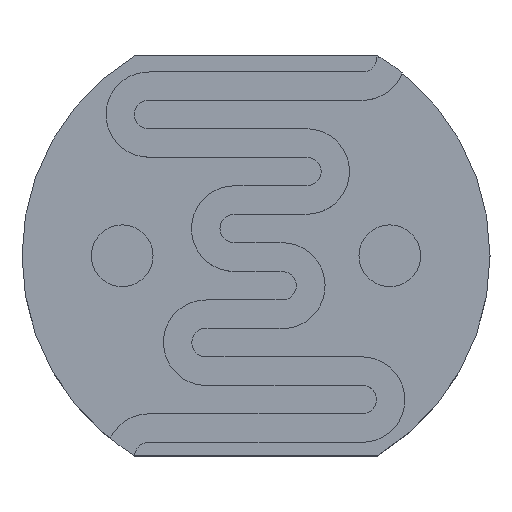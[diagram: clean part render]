
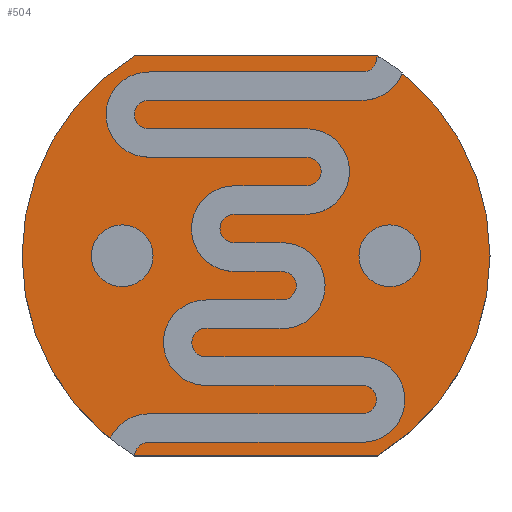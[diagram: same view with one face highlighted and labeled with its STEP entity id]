
A CAD part, top view. The second image highlights one B-rep face of the part: STEP entity #504.
In plain terms, the highlighted planar face has unit normal (0, 0, 1).
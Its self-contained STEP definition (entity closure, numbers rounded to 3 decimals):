
#24 = VERTEX_POINT('',#25);
#25 = CARTESIAN_POINT('',(-1.267,2.085,7.29));
#32 = CYLINDRICAL_SURFACE('',#33,2.44);
#33 = AXIS2_PLACEMENT_3D('',#34,#35,#36);
#34 = CARTESIAN_POINT('',(0.,0.,5.));
#35 = DIRECTION('',(-0.,-0.,-1.));
#36 = DIRECTION('',(1.,0.,0.));
#44 = PLANE('',#45);
#45 = AXIS2_PLACEMENT_3D('',#46,#47,#48);
#46 = CARTESIAN_POINT('',(1.267,2.085,5.));
#47 = DIRECTION('',(0.,-1.,0.));
#48 = DIRECTION('',(-1.,0.,0.));
#56 = EDGE_CURVE('',#24,#57,#59,.T.);
#57 = VERTEX_POINT('',#58);
#58 = CARTESIAN_POINT('',(-1.267,-2.085,7.29));
#59 = SURFACE_CURVE('',#60,(#65,#72),.PCURVE_S1.);
#60 = CIRCLE('',#61,2.44);
#61 = AXIS2_PLACEMENT_3D('',#62,#63,#64);
#62 = CARTESIAN_POINT('',(0.,0.,7.29));
#63 = DIRECTION('',(0.,0.,1.));
#64 = DIRECTION('',(1.,0.,0.));
#65 = PCURVE('',#32,#66);
#66 = DEFINITIONAL_REPRESENTATION('',(#67),#71);
#67 = LINE('',#68,#69);
#68 = CARTESIAN_POINT('',(-0.,-2.29));
#69 = VECTOR('',#70,1.);
#70 = DIRECTION('',(-1.,0.));
#71 = ( GEOMETRIC_REPRESENTATION_CONTEXT(2) 
PARAMETRIC_REPRESENTATION_CONTEXT() REPRESENTATION_CONTEXT('2D SPACE',''
  ) );
#72 = PCURVE('',#73,#78);
#73 = PLANE('',#74);
#74 = AXIS2_PLACEMENT_3D('',#75,#76,#77);
#75 = CARTESIAN_POINT('',(0.,0.,7.29));
#76 = DIRECTION('',(0.,0.,1.));
#77 = DIRECTION('',(1.,0.,0.));
#78 = DEFINITIONAL_REPRESENTATION('',(#79),#83);
#79 = CIRCLE('',#80,2.44);
#80 = AXIS2_PLACEMENT_2D('',#81,#82);
#81 = CARTESIAN_POINT('',(0.,0.));
#82 = DIRECTION('',(1.,0.));
#83 = ( GEOMETRIC_REPRESENTATION_CONTEXT(2) 
PARAMETRIC_REPRESENTATION_CONTEXT() REPRESENTATION_CONTEXT('2D SPACE',''
  ) );
#101 = PLANE('',#102);
#102 = AXIS2_PLACEMENT_3D('',#103,#104,#105);
#103 = CARTESIAN_POINT('',(-1.267,-2.085,5.));
#104 = DIRECTION('',(0.,1.,0.));
#105 = DIRECTION('',(1.,0.,0.));
#144 = EDGE_CURVE('',#57,#145,#147,.T.);
#145 = VERTEX_POINT('',#146);
#146 = CARTESIAN_POINT('',(1.267,-2.085,7.29));
#147 = SURFACE_CURVE('',#148,(#152,#159),.PCURVE_S1.);
#148 = LINE('',#149,#150);
#149 = CARTESIAN_POINT('',(-1.267,-2.085,7.29));
#150 = VECTOR('',#151,1.);
#151 = DIRECTION('',(1.,0.,0.));
#152 = PCURVE('',#101,#153);
#153 = DEFINITIONAL_REPRESENTATION('',(#154),#158);
#154 = LINE('',#155,#156);
#155 = CARTESIAN_POINT('',(0.,-2.29));
#156 = VECTOR('',#157,1.);
#157 = DIRECTION('',(1.,0.));
#158 = ( GEOMETRIC_REPRESENTATION_CONTEXT(2) 
PARAMETRIC_REPRESENTATION_CONTEXT() REPRESENTATION_CONTEXT('2D SPACE',''
  ) );
#159 = PCURVE('',#73,#160);
#160 = DEFINITIONAL_REPRESENTATION('',(#161),#165);
#161 = LINE('',#162,#163);
#162 = CARTESIAN_POINT('',(-1.267,-2.085));
#163 = VECTOR('',#164,1.);
#164 = DIRECTION('',(1.,0.));
#165 = ( GEOMETRIC_REPRESENTATION_CONTEXT(2) 
PARAMETRIC_REPRESENTATION_CONTEXT() REPRESENTATION_CONTEXT('2D SPACE',''
  ) );
#183 = CYLINDRICAL_SURFACE('',#184,2.44);
#184 = AXIS2_PLACEMENT_3D('',#185,#186,#187);
#185 = CARTESIAN_POINT('',(0.,0.,5.));
#186 = DIRECTION('',(-0.,-0.,-1.));
#187 = DIRECTION('',(1.,0.,0.));
#220 = EDGE_CURVE('',#145,#221,#223,.T.);
#221 = VERTEX_POINT('',#222);
#222 = CARTESIAN_POINT('',(1.267,2.085,7.29));
#223 = SURFACE_CURVE('',#224,(#229,#236),.PCURVE_S1.);
#224 = CIRCLE('',#225,2.44);
#225 = AXIS2_PLACEMENT_3D('',#226,#227,#228);
#226 = CARTESIAN_POINT('',(0.,0.,7.29));
#227 = DIRECTION('',(0.,0.,1.));
#228 = DIRECTION('',(1.,0.,0.));
#229 = PCURVE('',#183,#230);
#230 = DEFINITIONAL_REPRESENTATION('',(#231),#235);
#231 = LINE('',#232,#233);
#232 = CARTESIAN_POINT('',(-0.,-2.29));
#233 = VECTOR('',#234,1.);
#234 = DIRECTION('',(-1.,0.));
#235 = ( GEOMETRIC_REPRESENTATION_CONTEXT(2) 
PARAMETRIC_REPRESENTATION_CONTEXT() REPRESENTATION_CONTEXT('2D SPACE',''
  ) );
#236 = PCURVE('',#73,#237);
#237 = DEFINITIONAL_REPRESENTATION('',(#238),#242);
#238 = CIRCLE('',#239,2.44);
#239 = AXIS2_PLACEMENT_2D('',#240,#241);
#240 = CARTESIAN_POINT('',(0.,0.));
#241 = DIRECTION('',(1.,0.));
#242 = ( GEOMETRIC_REPRESENTATION_CONTEXT(2) 
PARAMETRIC_REPRESENTATION_CONTEXT() REPRESENTATION_CONTEXT('2D SPACE',''
  ) );
#293 = EDGE_CURVE('',#221,#24,#294,.T.);
#294 = SURFACE_CURVE('',#295,(#299,#306),.PCURVE_S1.);
#295 = LINE('',#296,#297);
#296 = CARTESIAN_POINT('',(1.267,2.085,7.29));
#297 = VECTOR('',#298,1.);
#298 = DIRECTION('',(-1.,0.,0.));
#299 = PCURVE('',#44,#300);
#300 = DEFINITIONAL_REPRESENTATION('',(#301),#305);
#301 = LINE('',#302,#303);
#302 = CARTESIAN_POINT('',(0.,-2.29));
#303 = VECTOR('',#304,1.);
#304 = DIRECTION('',(1.,0.));
#305 = ( GEOMETRIC_REPRESENTATION_CONTEXT(2) 
PARAMETRIC_REPRESENTATION_CONTEXT() REPRESENTATION_CONTEXT('2D SPACE',''
  ) );
#306 = PCURVE('',#73,#307);
#307 = DEFINITIONAL_REPRESENTATION('',(#308),#312);
#308 = LINE('',#309,#310);
#309 = CARTESIAN_POINT('',(1.267,2.085));
#310 = VECTOR('',#311,1.);
#311 = DIRECTION('',(-1.,0.));
#312 = ( GEOMETRIC_REPRESENTATION_CONTEXT(2) 
PARAMETRIC_REPRESENTATION_CONTEXT() REPRESENTATION_CONTEXT('2D SPACE',''
  ) );
#342 = VERTEX_POINT('',#343);
#343 = CARTESIAN_POINT('',(1.65,0.,7.29));
#350 = CYLINDRICAL_SURFACE('',#351,0.255);
#351 = AXIS2_PLACEMENT_3D('',#352,#353,#354);
#352 = CARTESIAN_POINT('',(1.395,0.,5.));
#353 = DIRECTION('',(-0.,-0.,-1.));
#354 = DIRECTION('',(1.,0.,0.));
#369 = EDGE_CURVE('',#342,#342,#370,.T.);
#370 = SURFACE_CURVE('',#371,(#376,#383),.PCURVE_S1.);
#371 = CIRCLE('',#372,0.255);
#372 = AXIS2_PLACEMENT_3D('',#373,#374,#375);
#373 = CARTESIAN_POINT('',(1.395,0.,7.29));
#374 = DIRECTION('',(0.,0.,1.));
#375 = DIRECTION('',(1.,0.,0.));
#376 = PCURVE('',#350,#377);
#377 = DEFINITIONAL_REPRESENTATION('',(#378),#382);
#378 = LINE('',#379,#380);
#379 = CARTESIAN_POINT('',(-0.,-2.29));
#380 = VECTOR('',#381,1.);
#381 = DIRECTION('',(-1.,0.));
#382 = ( GEOMETRIC_REPRESENTATION_CONTEXT(2) 
PARAMETRIC_REPRESENTATION_CONTEXT() REPRESENTATION_CONTEXT('2D SPACE',''
  ) );
#383 = PCURVE('',#73,#384);
#384 = DEFINITIONAL_REPRESENTATION('',(#385),#389);
#385 = CIRCLE('',#386,0.255);
#386 = AXIS2_PLACEMENT_2D('',#387,#388);
#387 = CARTESIAN_POINT('',(1.395,0.));
#388 = DIRECTION('',(1.,0.));
#389 = ( GEOMETRIC_REPRESENTATION_CONTEXT(2) 
PARAMETRIC_REPRESENTATION_CONTEXT() REPRESENTATION_CONTEXT('2D SPACE',''
  ) );
#420 = VERTEX_POINT('',#421);
#421 = CARTESIAN_POINT('',(-1.14,0.,7.29));
#428 = CYLINDRICAL_SURFACE('',#429,0.255);
#429 = AXIS2_PLACEMENT_3D('',#430,#431,#432);
#430 = CARTESIAN_POINT('',(-1.395,0.,5.));
#431 = DIRECTION('',(-0.,-0.,-1.));
#432 = DIRECTION('',(1.,0.,0.));
#447 = EDGE_CURVE('',#420,#420,#448,.T.);
#448 = SURFACE_CURVE('',#449,(#454,#461),.PCURVE_S1.);
#449 = CIRCLE('',#450,0.255);
#450 = AXIS2_PLACEMENT_3D('',#451,#452,#453);
#451 = CARTESIAN_POINT('',(-1.395,0.,7.29));
#452 = DIRECTION('',(0.,0.,1.));
#453 = DIRECTION('',(1.,0.,0.));
#454 = PCURVE('',#428,#455);
#455 = DEFINITIONAL_REPRESENTATION('',(#456),#460);
#456 = LINE('',#457,#458);
#457 = CARTESIAN_POINT('',(-0.,-2.29));
#458 = VECTOR('',#459,1.);
#459 = DIRECTION('',(-1.,0.));
#460 = ( GEOMETRIC_REPRESENTATION_CONTEXT(2) 
PARAMETRIC_REPRESENTATION_CONTEXT() REPRESENTATION_CONTEXT('2D SPACE',''
  ) );
#461 = PCURVE('',#73,#462);
#462 = DEFINITIONAL_REPRESENTATION('',(#463),#467);
#463 = CIRCLE('',#464,0.255);
#464 = AXIS2_PLACEMENT_2D('',#465,#466);
#465 = CARTESIAN_POINT('',(-1.395,0.));
#466 = DIRECTION('',(1.,0.));
#467 = ( GEOMETRIC_REPRESENTATION_CONTEXT(2) 
PARAMETRIC_REPRESENTATION_CONTEXT() REPRESENTATION_CONTEXT('2D SPACE',''
  ) );
#504 = ADVANCED_FACE('',(#505,#511,#514),#73,.T.);
#505 = FACE_BOUND('',#506,.T.);
#506 = EDGE_LOOP('',(#507,#508,#509,#510));
#507 = ORIENTED_EDGE('',*,*,#56,.T.);
#508 = ORIENTED_EDGE('',*,*,#144,.T.);
#509 = ORIENTED_EDGE('',*,*,#220,.T.);
#510 = ORIENTED_EDGE('',*,*,#293,.T.);
#511 = FACE_BOUND('',#512,.T.);
#512 = EDGE_LOOP('',(#513));
#513 = ORIENTED_EDGE('',*,*,#369,.F.);
#514 = FACE_BOUND('',#515,.T.);
#515 = EDGE_LOOP('',(#516));
#516 = ORIENTED_EDGE('',*,*,#447,.F.);
